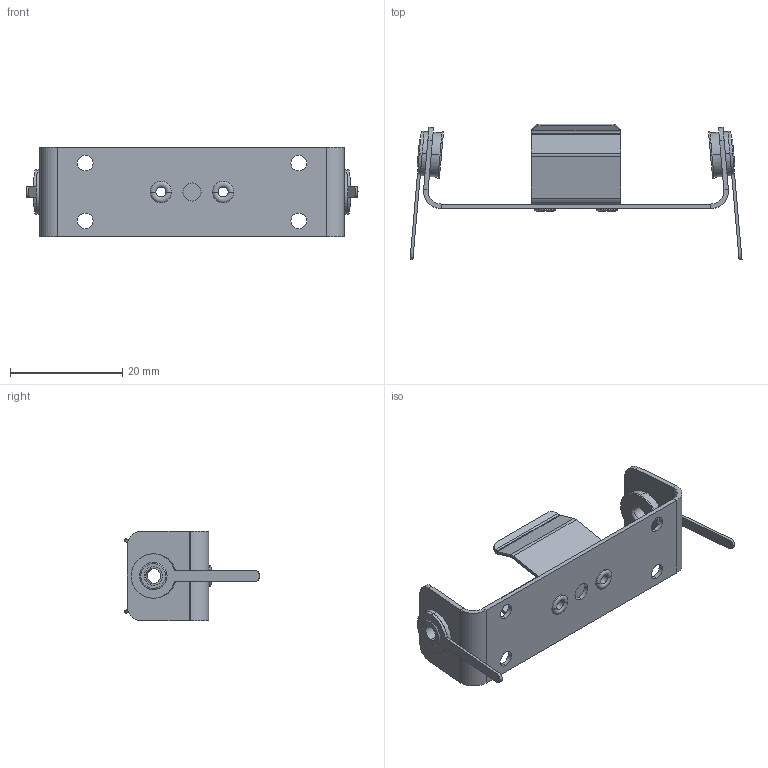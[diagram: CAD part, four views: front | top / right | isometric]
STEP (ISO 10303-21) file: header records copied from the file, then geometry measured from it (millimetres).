
FILE_DESCRIPTION (( 'STEP AP214' ), '1' );
FILE_NAME ('2222.STEP', '2008-04-24T20:56:42', ( 'Richard Maletta' ), ( '' ), 'SwSTEP 2.0', 'SolidWorks 2008', '' );
FILE_SCHEMA (( 'AUTOMOTIVE_DESIGN' ));
Length unit declared in the file: millimetre
Products named in the file (1): 2222
Bounding box: 59.2 x 24.23 x 15.88 mm (x, y, z)
Volume: 1594.3 mm3; surface area: 5238.8 mm2
Topology: 12 solids, 12 shells, 230 faces, 510 edges, 312 vertices
Faces by surface type: cylinder 122, plane 88, torus 20
Entity records: 9122 total; most frequent: DIRECTION 1236, CARTESIAN_POINT 1083, ORIENTED_EDGE 1020, EDGE_CURVE 510, AXIS2_PLACEMENT_3D 505, VERTEX_POINT 312, EDGE_LOOP 280, CIRCLE 274
